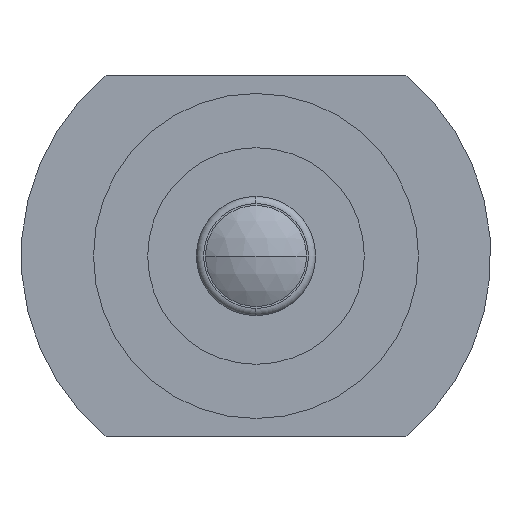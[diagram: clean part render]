
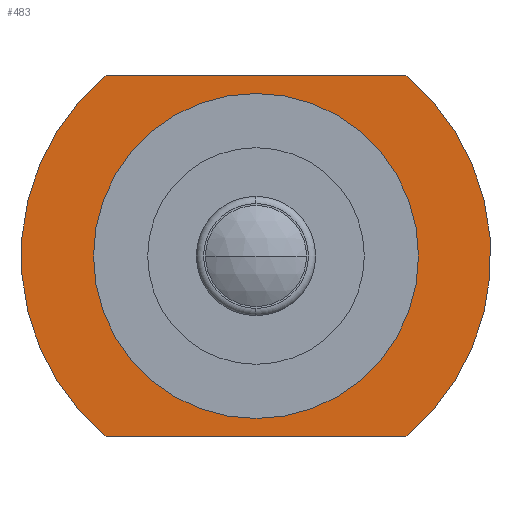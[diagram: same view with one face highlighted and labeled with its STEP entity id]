
A CAD part, left-side view. The second image highlights one B-rep face of the part: STEP entity #483.
In plain terms, the highlighted planar face has unit normal (-1, 0, 0).
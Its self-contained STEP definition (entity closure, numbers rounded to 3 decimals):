
#29 = CARTESIAN_POINT ( 'NONE',  ( 5., 4.882, -5. ) ) ;
#75 = VECTOR ( 'NONE', #2169, 1000. ) ;
#117 = ORIENTED_EDGE ( 'NONE', *, *, #1877, .F. ) ;
#123 = CARTESIAN_POINT ( 'NONE',  ( 5., -4.153, 5. ) ) ;
#152 = FACE_OUTER_BOUND ( 'NONE', #1076, .T. ) ;
#235 = AXIS2_PLACEMENT_3D ( 'NONE', #445, #651, #1925 ) ;
#237 = LINE ( 'NONE', #1250, #1165 ) ;
#330 = DIRECTION ( 'NONE',  ( -1., 0., 0. ) ) ;
#376 = CARTESIAN_POINT ( 'NONE',  ( 5., 0., 0. ) ) ;
#377 = CARTESIAN_POINT ( 'NONE',  ( 5., 0., 0. ) ) ;
#400 = ORIENTED_EDGE ( 'NONE', *, *, #625, .F. ) ;
#406 = CARTESIAN_POINT ( 'NONE',  ( 5., 0., -4.5 ) ) ;
#428 = ORIENTED_EDGE ( 'NONE', *, *, #784, .T. ) ;
#444 = VERTEX_POINT ( 'NONE', #123 ) ;
#445 = CARTESIAN_POINT ( 'NONE',  ( 5., 6.5, 0. ) ) ;
#483 = ADVANCED_FACE ( 'NONE', ( #2195, #152 ), #1197, .F. ) ;
#498 = EDGE_LOOP ( 'NONE', ( #117, #400 ) ) ;
#520 = DIRECTION ( 'NONE',  ( -1., 0., 0. ) ) ;
#625 = EDGE_CURVE ( 'NONE', #1677, #1907, #1390, .T. ) ;
#651 = DIRECTION ( 'NONE',  ( 1., 0., 0. ) ) ;
#722 = DIRECTION ( 'NONE',  ( 0., 0., 1. ) ) ;
#784 = EDGE_CURVE ( 'NONE', #845, #1555, #1336, .T. ) ;
#845 = VERTEX_POINT ( 'NONE', #1033 ) ;
#863 = DIRECTION ( 'NONE',  ( 0., 0., 1. ) ) ;
#897 = EDGE_CURVE ( 'NONE', #845, #444, #237, .T. ) ;
#926 = DIRECTION ( 'NONE',  ( 0., 0., 1. ) ) ;
#981 = EDGE_CURVE ( 'NONE', #1555, #1962, #1595, .T. ) ;
#1016 = AXIS2_PLACEMENT_3D ( 'NONE', #1593, #2302, #863 ) ;
#1033 = CARTESIAN_POINT ( 'NONE',  ( 5., 4.153, 5. ) ) ;
#1051 = CARTESIAN_POINT ( 'NONE',  ( 5., -4.153, -5. ) ) ;
#1053 = EDGE_CURVE ( 'NONE', #1962, #444, #1253, .T. ) ;
#1075 = AXIS2_PLACEMENT_3D ( 'NONE', #1963, #330, #2149 ) ;
#1076 = EDGE_LOOP ( 'NONE', ( #1592, #2221, #1559, #428 ) ) ;
#1165 = VECTOR ( 'NONE', #1435, 1000. ) ;
#1197 = PLANE ( 'NONE',  #235 ) ;
#1250 = CARTESIAN_POINT ( 'NONE',  ( 5., 4.882, 5. ) ) ;
#1253 = CIRCLE ( 'NONE', #2211, 6.5 ) ;
#1310 = CARTESIAN_POINT ( 'NONE',  ( 5., 4.153, -5. ) ) ;
#1336 = CIRCLE ( 'NONE', #1448, 6.5 ) ;
#1390 = CIRCLE ( 'NONE', #1075, 4.5 ) ;
#1435 = DIRECTION ( 'NONE',  ( 0., -1., 0. ) ) ;
#1448 = AXIS2_PLACEMENT_3D ( 'NONE', #377, #520, #722 ) ;
#1555 = VERTEX_POINT ( 'NONE', #1310 ) ;
#1559 = ORIENTED_EDGE ( 'NONE', *, *, #897, .F. ) ;
#1585 = CARTESIAN_POINT ( 'NONE',  ( 5., 0., 4.5 ) ) ;
#1592 = ORIENTED_EDGE ( 'NONE', *, *, #981, .T. ) ;
#1593 = CARTESIAN_POINT ( 'NONE',  ( 5., 0., 0. ) ) ;
#1595 = LINE ( 'NONE', #29, #75 ) ;
#1654 = DIRECTION ( 'NONE',  ( -1., 0., 0. ) ) ;
#1677 = VERTEX_POINT ( 'NONE', #406 ) ;
#1877 = EDGE_CURVE ( 'NONE', #1907, #1677, #2150, .T. ) ;
#1907 = VERTEX_POINT ( 'NONE', #1585 ) ;
#1925 = DIRECTION ( 'NONE',  ( 0., 0., -1. ) ) ;
#1962 = VERTEX_POINT ( 'NONE', #1051 ) ;
#1963 = CARTESIAN_POINT ( 'NONE',  ( 5., 0., 0. ) ) ;
#2149 = DIRECTION ( 'NONE',  ( 0., 0., 1. ) ) ;
#2150 = CIRCLE ( 'NONE', #1016, 4.5 ) ;
#2169 = DIRECTION ( 'NONE',  ( 0., -1., 0. ) ) ;
#2195 = FACE_BOUND ( 'NONE', #498, .T. ) ;
#2211 = AXIS2_PLACEMENT_3D ( 'NONE', #376, #1654, #926 ) ;
#2221 = ORIENTED_EDGE ( 'NONE', *, *, #1053, .T. ) ;
#2302 = DIRECTION ( 'NONE',  ( -1., 0., 0. ) ) ;
